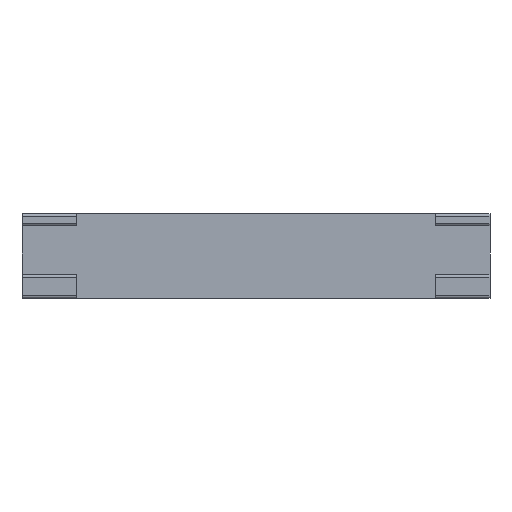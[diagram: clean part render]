
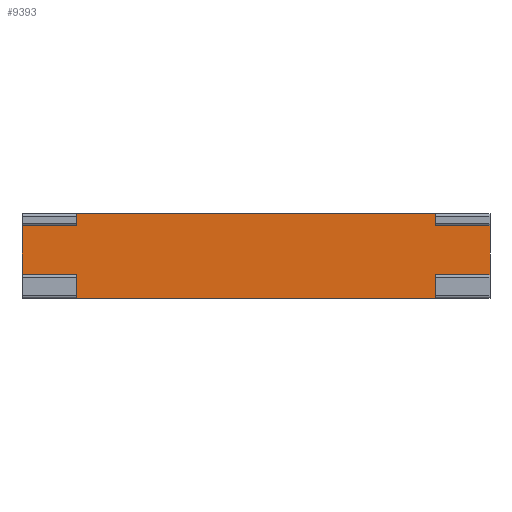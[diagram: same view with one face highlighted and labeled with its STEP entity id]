
A CAD part, top view. The second image highlights one B-rep face of the part: STEP entity #9393.
In plain terms, the highlighted planar face has unit normal (0, 0, 1).
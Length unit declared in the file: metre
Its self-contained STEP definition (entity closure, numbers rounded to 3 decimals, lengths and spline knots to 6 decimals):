
#190=PLANE('',#9967);
#643=LINE('',#14720,#1421);
#644=LINE('',#14722,#1422);
#645=LINE('',#14725,#1423);
#646=LINE('',#14727,#1424);
#647=LINE('',#14728,#1425);
#648=LINE('',#14730,#1426);
#649=LINE('',#14732,#1427);
#650=LINE('',#14734,#1428);
#651=LINE('',#14736,#1429);
#652=LINE('',#14738,#1430);
#653=LINE('',#14740,#1431);
#654=LINE('',#14742,#1432);
#1421=VECTOR('',#10694,1.);
#1422=VECTOR('',#10697,1.);
#1423=VECTOR('',#10698,1.);
#1424=VECTOR('',#10699,1.);
#1425=VECTOR('',#10700,1.);
#1426=VECTOR('',#10701,1.);
#1427=VECTOR('',#10702,1.);
#1428=VECTOR('',#10703,1.);
#1429=VECTOR('',#10704,1.);
#1430=VECTOR('',#10705,1.);
#1431=VECTOR('',#10706,1.);
#1432=VECTOR('',#10707,1.);
#3164=ORIENTED_EDGE('',*,*,#5378,.F.);
#3165=ORIENTED_EDGE('',*,*,#5379,.T.);
#3166=ORIENTED_EDGE('',*,*,#5380,.F.);
#3167=ORIENTED_EDGE('',*,*,#5377,.F.);
#3168=ORIENTED_EDGE('',*,*,#5381,.T.);
#3169=ORIENTED_EDGE('',*,*,#5382,.F.);
#3170=ORIENTED_EDGE('',*,*,#5383,.F.);
#3171=ORIENTED_EDGE('',*,*,#5384,.F.);
#3172=ORIENTED_EDGE('',*,*,#5385,.T.);
#3173=ORIENTED_EDGE('',*,*,#5386,.T.);
#3174=ORIENTED_EDGE('',*,*,#5387,.T.);
#3175=ORIENTED_EDGE('',*,*,#5388,.T.);
#5377=EDGE_CURVE('',#6593,#6591,#643,.T.);
#5378=EDGE_CURVE('',#6594,#6595,#644,.T.);
#5379=EDGE_CURVE('',#6594,#6596,#645,.T.);
#5380=EDGE_CURVE('',#6591,#6596,#646,.T.);
#5381=EDGE_CURVE('',#6593,#6597,#647,.T.);
#5382=EDGE_CURVE('',#6598,#6597,#648,.T.);
#5383=EDGE_CURVE('',#6599,#6598,#649,.T.);
#5384=EDGE_CURVE('',#6600,#6599,#650,.T.);
#5385=EDGE_CURVE('',#6600,#6601,#651,.T.);
#5386=EDGE_CURVE('',#6601,#6602,#652,.T.);
#5387=EDGE_CURVE('',#6602,#6603,#653,.T.);
#5388=EDGE_CURVE('',#6603,#6595,#654,.T.);
#6591=VERTEX_POINT('',#14715);
#6593=VERTEX_POINT('',#14719);
#6594=VERTEX_POINT('',#14723);
#6595=VERTEX_POINT('',#14724);
#6596=VERTEX_POINT('',#14726);
#6597=VERTEX_POINT('',#14729);
#6598=VERTEX_POINT('',#14731);
#6599=VERTEX_POINT('',#14733);
#6600=VERTEX_POINT('',#14735);
#6601=VERTEX_POINT('',#14737);
#6602=VERTEX_POINT('',#14739);
#6603=VERTEX_POINT('',#14741);
#7985=EDGE_LOOP('',(#3164,#3165,#3166,#3167,#3168,#3169,#3170,#3171,#3172,
#3173,#3174,#3175));
#8537=FACE_BOUND('',#7985,.T.);
#9393=ADVANCED_FACE('',(#8537),#190,.T.);
#9967=AXIS2_PLACEMENT_3D('',#14721,#10695,#10696);
#10694=DIRECTION('',(1.,0.,0.));
#10695=DIRECTION('',(0.,0.,1.));
#10696=DIRECTION('',(1.,0.,0.));
#10697=DIRECTION('',(0.,-1.,0.));
#10698=DIRECTION('',(1.,0.,0.));
#10699=DIRECTION('',(0.,-1.,0.));
#10700=DIRECTION('',(0.,1.,0.));
#10701=DIRECTION('',(1.,0.,0.));
#10702=DIRECTION('',(0.,1.,0.));
#10703=DIRECTION('',(1.,0.,0.));
#10704=DIRECTION('',(0.,-1.,0.));
#10705=DIRECTION('',(1.,0.,0.));
#10706=DIRECTION('',(0.,-1.,0.));
#10707=DIRECTION('',(1.,0.,0.));
#14715=CARTESIAN_POINT('',(0.129002,0.,0.));
#14719=CARTESIAN_POINT('',(0.114002,0.,0.));
#14720=CARTESIAN_POINT('',(0.121502,0.,0.));
#14721=CARTESIAN_POINT('',(0.0075,-0.01,0.));
#14722=CARTESIAN_POINT('',(0.114002,-0.0208,0.));
#14723=CARTESIAN_POINT('',(0.114002,-0.02,0.));
#14724=CARTESIAN_POINT('',(0.114002,-0.0216,0.));
#14725=CARTESIAN_POINT('',(0.121502,-0.02,0.));
#14726=CARTESIAN_POINT('',(0.129002,-0.02,0.));
#14727=CARTESIAN_POINT('',(0.129002,-0.01,0.));
#14728=CARTESIAN_POINT('',(0.114002,0.0008,0.));
#14729=CARTESIAN_POINT('',(0.114002,0.0016,0.));
#14730=CARTESIAN_POINT('',(0.0075,0.0016,0.));
#14731=CARTESIAN_POINT('',(0.015,0.0016,0.));
#14732=CARTESIAN_POINT('',(0.015,0.0008,0.));
#14733=CARTESIAN_POINT('',(0.015,0.,0.));
#14734=CARTESIAN_POINT('',(0.0075,0.,0.));
#14735=CARTESIAN_POINT('',(0.,0.,0.));
#14736=CARTESIAN_POINT('',(0.,-0.01,0.));
#14737=CARTESIAN_POINT('',(0.,-0.02,0.));
#14738=CARTESIAN_POINT('',(0.0075,-0.02,0.));
#14739=CARTESIAN_POINT('',(0.015,-0.02,0.));
#14740=CARTESIAN_POINT('',(0.015,-0.0208,0.));
#14741=CARTESIAN_POINT('',(0.015,-0.0216,0.));
#14742=CARTESIAN_POINT('',(0.0075,-0.0216,0.));
